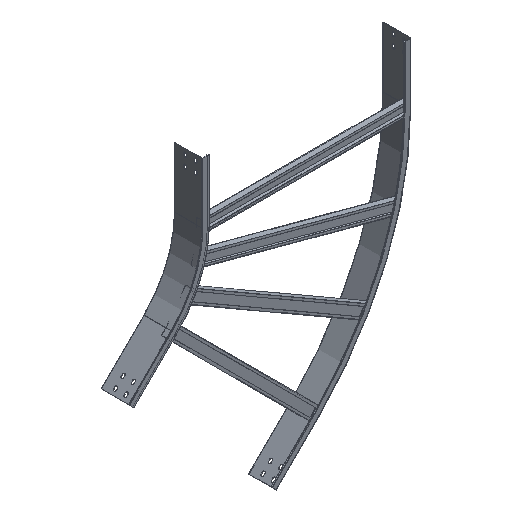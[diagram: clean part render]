
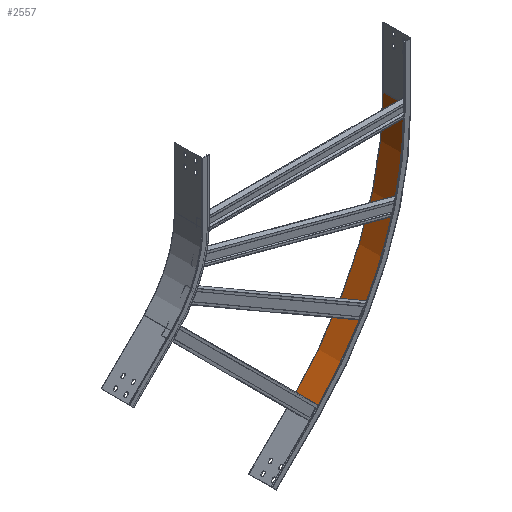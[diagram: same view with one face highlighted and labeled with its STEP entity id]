
A CAD part, isometric view. The second image highlights one B-rep face of the part: STEP entity #2557.
In plain terms, the highlighted cylindrical face has radius 898.8 mm (diameter 1797.6 mm), a partial arc.
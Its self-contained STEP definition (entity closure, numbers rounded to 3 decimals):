
#832 = AXIS2_PLACEMENT_3D ( 'NONE', #4275, #4293, #4277 ) ;
#910 = AXIS2_PLACEMENT_3D ( 'NONE', #5172, #5170, #5171 ) ;
#912 = AXIS2_PLACEMENT_3D ( 'NONE', #5204, #5209, #5202 ) ;
#1542 = EDGE_LOOP ( 'NONE', ( #3272, #3280, #3281, #3282 ) ) ;
#1868 = CYLINDRICAL_SURFACE ( 'NONE', #832, 898.8 ) ;
#1874 = FACE_OUTER_BOUND ( 'NONE', #1542, .T. ) ;
#2081 = CIRCLE ( 'NONE', #910, 898.8 ) ;
#2084 = VECTOR ( 'NONE', #5211, 1000. ) ;
#2088 = LINE ( 'NONE', #5205, #2084 ) ;
#2090 = CIRCLE ( 'NONE', #912, 898.8 ) ;
#2095 = LINE ( 'NONE', #5231, #2097 ) ;
#2097 = VECTOR ( 'NONE', #5234, 1000. ) ;
#2417 = EDGE_CURVE ( 'NONE', #2962, #2818, #2095, .T. ) ;
#2422 = EDGE_CURVE ( 'NONE', #2962, #2967, #2090, .T. ) ;
#2423 = EDGE_CURVE ( 'NONE', #2967, #2966, #2088, .T. ) ;
#2426 = EDGE_CURVE ( 'NONE', #2818, #2966, #2081, .T. ) ;
#2557 = ADVANCED_FACE ( 'NONE', ( #1874 ), #1868, .F. ) ;
#2818 = VERTEX_POINT ( 'NONE', #4217 ) ;
#2962 = VERTEX_POINT ( 'NONE', #4034 ) ;
#2966 = VERTEX_POINT ( 'NONE', #4028 ) ;
#2967 = VERTEX_POINT ( 'NONE', #4027 ) ;
#3272 = ORIENTED_EDGE ( 'NONE', *, *, #2417, .F. ) ;
#3280 = ORIENTED_EDGE ( 'NONE', *, *, #2422, .T. ) ;
#3281 = ORIENTED_EDGE ( 'NONE', *, *, #2423, .T. ) ;
#3282 = ORIENTED_EDGE ( 'NONE', *, *, #2426, .F. ) ;
#4027 = CARTESIAN_POINT ( 'NONE',  ( 598.8, -41.13, -173. ) ) ;
#4028 = CARTESIAN_POINT ( 'NONE',  ( 598.8, 37.07, -173. ) ) ;
#4034 = CARTESIAN_POINT ( 'NONE',  ( 335.548, -41.13, -808.548 ) ) ;
#4217 = CARTESIAN_POINT ( 'NONE',  ( 335.548, 37.07, -808.548 ) ) ;
#4275 = CARTESIAN_POINT ( 'NONE',  ( -300., 0., -173. ) ) ;
#4277 = DIRECTION ( 'NONE',  ( 0.707, 0., 0.707 ) ) ;
#4293 = DIRECTION ( 'NONE',  ( 0., -1., 0. ) ) ;
#5170 = DIRECTION ( 'NONE',  ( 0., -1., 0. ) ) ;
#5171 = DIRECTION ( 'NONE',  ( 0.707, 0., 0.707 ) ) ;
#5172 = CARTESIAN_POINT ( 'NONE',  ( -300., 37.07, -173. ) ) ;
#5202 = DIRECTION ( 'NONE',  ( 0.707, 0., 0.707 ) ) ;
#5204 = CARTESIAN_POINT ( 'NONE',  ( -300., -41.13, -173. ) ) ;
#5205 = CARTESIAN_POINT ( 'NONE',  ( 598.8, -41.13, -173. ) ) ;
#5209 = DIRECTION ( 'NONE',  ( 0., -1., 0. ) ) ;
#5211 = DIRECTION ( 'NONE',  ( 0., 1., 0. ) ) ;
#5231 = CARTESIAN_POINT ( 'NONE',  ( 335.548, -41.13, -808.548 ) ) ;
#5234 = DIRECTION ( 'NONE',  ( 0., 1., 0. ) ) ;
